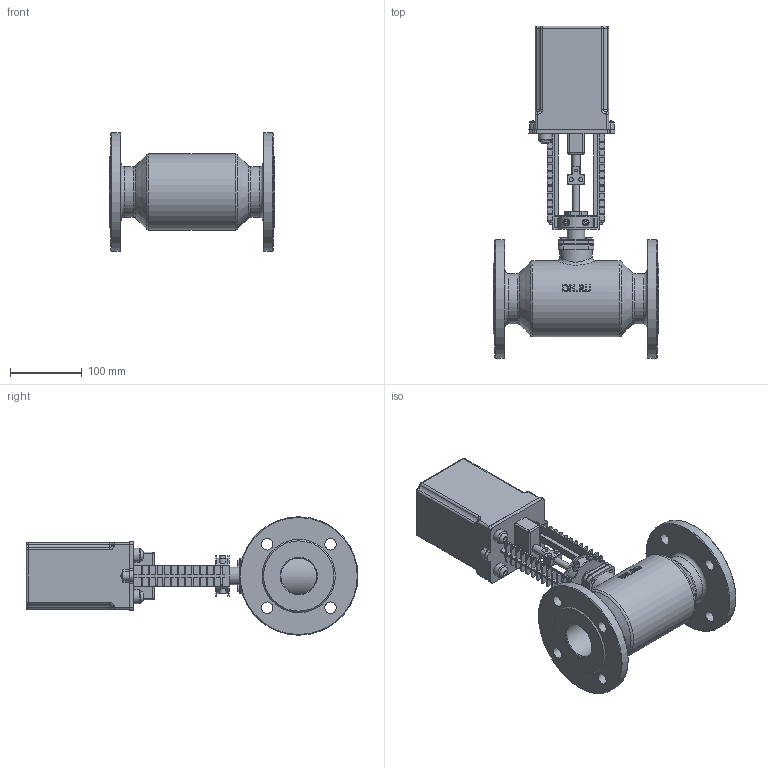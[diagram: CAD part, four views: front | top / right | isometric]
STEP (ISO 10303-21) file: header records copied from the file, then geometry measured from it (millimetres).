
FILE_DESCRIPTION(/* description */ (''),/* implementation_level */ '2;1');
FILE_NAME(/* name */ 'DN50_3D_STEP.stp',/* time_stamp */ '2025-06-23T12:34:56+03:00',/* author */ ('igorr'),/* organization */ (''),/* preprocessor_version */ 'ST-DEVELOPER v20',/* originating_system */ 'Autodesk Inventor 2025',/* authorisation */ '');
FILE_SCHEMA (('AUTOMOTIVE_DESIGN { 1 0 10303 214 3 1 1 }'));
Length unit declared in the file: millimetre
Products named in the file (6): Сборка2; Деталь1; Деталь2; AS 1110 - M5 x 10; AS 1420 - 1973 - M5 x 10; AS 1427 - M4 x 6
Assembly tree (10 placements, depth 2):
  Сборка2
    Деталь1
    Деталь2
    AS 1427 - M4 x 6  x2
    AS 1420 - 1973 - M5 x 10  x2
    AS 1110 - M5 x 10  x4
Bounding box: 230 x 462.5 x 165 mm (x, y, z)
Volume: 3355057.5 mm3; surface area: 327784.7 mm2
Topology: 10 solids, 10 shells, 852 faces, 2226 edges, 1432 vertices
Faces by surface type: plane 478, cylinder 213, cone 66, torus 43, bspline 34, sphere 18
Full cylindrical faces by diameter (mm): 3.571 x2, 3.8 x2, 4 x2, 5 x6, 5.7 x4, 6 x8, 7.6 x2, 8 x4, 8.5 x2, 9.5 x5, 11.4 x1, 16 x8, 19 x2, 25 x1, 33.313 x1, 38 x1, 45 x1, 50 x2, 70 x2, 106 x1, 165 x2
Entity records: 25245 total; most frequent: CARTESIAN_POINT 5819, ORIENTED_EDGE 3920, DIRECTION 3833, EDGE_CURVE 1960, AXIS2_PLACEMENT_3D 1288, VERTEX_POINT 1266, LINE 1257, VECTOR 1257
